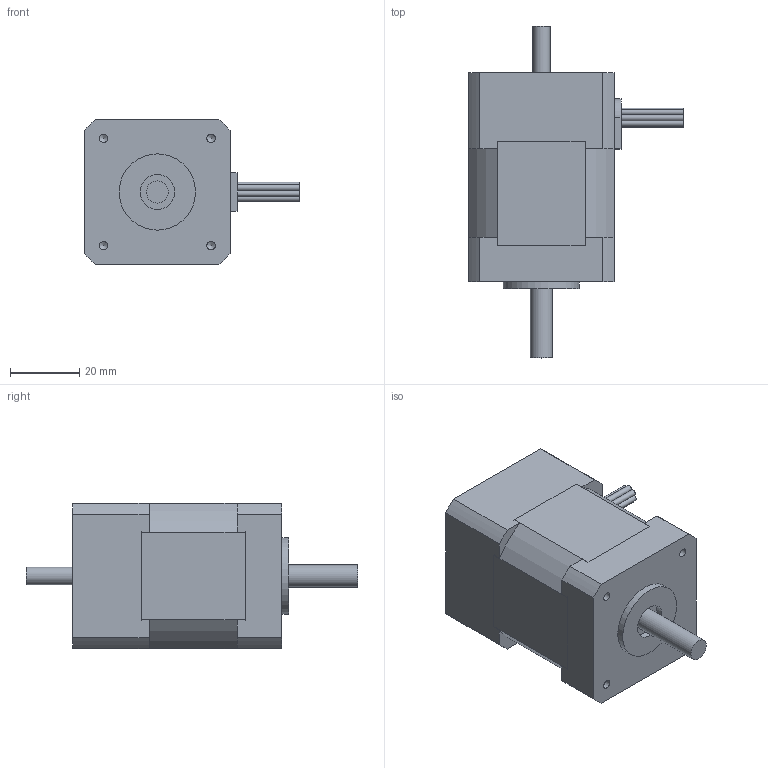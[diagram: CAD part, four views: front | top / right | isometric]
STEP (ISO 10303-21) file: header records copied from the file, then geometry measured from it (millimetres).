
FILE_DESCRIPTION(/* description */ (''),/* implementation_level */ '2;1');
FILE_NAME(/* name */ 'DB43M-B.stp',/* time_stamp */ '2016-08-24T10:40:58+02:00',/* author */ ('schneid_cad'),/* organization */ (''),/* preprocessor_version */ 'ST-DEVELOPER v16.1',/* originating_system */ 'Autodesk Inventor 2016',/* authorisation */ '');
FILE_SCHEMA (('AUTOMOTIVE_DESIGN { 1 0 10303 214 3 1 1 }'));
Length unit declared in the file: centimetre
Products named in the file (1): DB43M-B
Bounding box: 62 x 95.8 x 42 mm (x, y, z)
Volume: 102764.2 mm3; surface area: 24423.9 mm2
Topology: 17 solids, 17 shells, 196 faces, 415 edges, 269 vertices
Faces by surface type: plane 91, cylinder 76, cone 21, torus 8
Full cylindrical faces by diameter (mm): 1.7 x8, 2.013 x2, 2.459 x7, 2.693 x4, 3 x4, 3.4 x4, 5 x1, 6.35 x1, 6.5 x4, 7 x1, 10 x1, 12 x1, 22 x1
Entity records: 5065 total; most frequent: CARTESIAN_POINT 971, DIRECTION 888, ORIENTED_EDGE 684, AXIS2_PLACEMENT_3D 381, EDGE_CURVE 342, EDGE_LOOP 280, VERTEX_POINT 256, FACE_OUTER_BOUND 196
